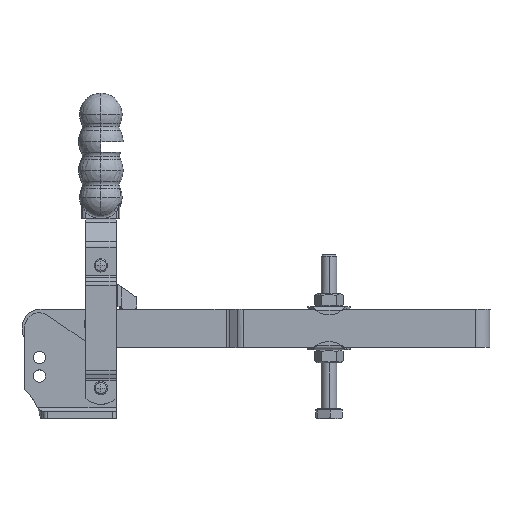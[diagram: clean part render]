
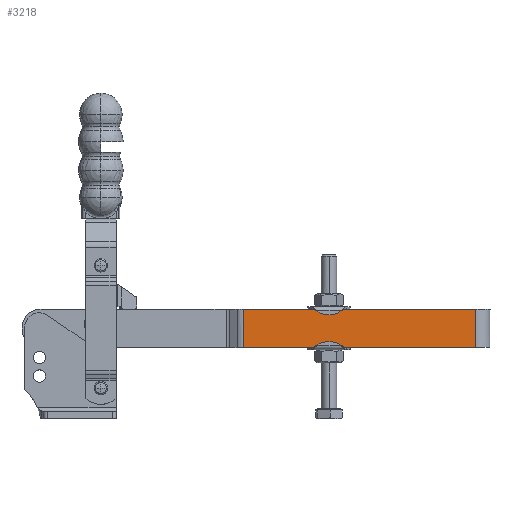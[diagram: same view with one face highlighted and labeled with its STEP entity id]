
A CAD part, top view. The second image highlights one B-rep face of the part: STEP entity #3218.
In plain terms, the highlighted planar face has unit normal (0, 0, 1).
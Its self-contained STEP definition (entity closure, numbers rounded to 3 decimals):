
#3094=AXIS2_PLACEMENT_3D('Circle Axis2P3D',#3092,#3093,$) ;
#3108=AXIS2_PLACEMENT_3D('Plane Axis2P3D',#3105,#3106,#3107) ;
#3126=AXIS2_PLACEMENT_3D('Circle Axis2P3D',#3124,#3125,$) ;
#3167=AXIS2_PLACEMENT_3D('Circle Axis2P3D',#3165,#3166,$) ;
#3174=AXIS2_PLACEMENT_3D('Circle Axis2P3D',#3172,#3173,$) ;
#2024=CARTESIAN_POINT('Vertex',(125.845,46.892,10.5)) ;
#2028=CARTESIAN_POINT('Control Point',(124.454,45.892,10.5)) ;
#2029=CARTESIAN_POINT('Control Point',(124.681,46.196,10.5)) ;
#2030=CARTESIAN_POINT('Control Point',(124.948,46.411,10.5)) ;
#2031=CARTESIAN_POINT('Control Point',(125.224,46.583,10.5)) ;
#2032=CARTESIAN_POINT('Control Point',(125.528,46.742,10.5)) ;
#2033=CARTESIAN_POINT('Control Point',(125.845,46.892,10.5)) ;
#2034=CARTESIAN_POINT('Vertex',(124.454,45.892,10.5)) ;
#2060=CARTESIAN_POINT('Line Origine',(106.234,45.892,10.5)) ;
#2064=CARTESIAN_POINT('Vertex',(88.014,45.891,10.5)) ;
#2586=CARTESIAN_POINT('Vertex',(138.774,46.893,10.5)) ;
#2601=CARTESIAN_POINT('Vertex',(140.165,45.893,10.5)) ;
#2605=CARTESIAN_POINT('Control Point',(140.165,45.893,10.5)) ;
#2606=CARTESIAN_POINT('Control Point',(139.88,46.273,10.5)) ;
#2607=CARTESIAN_POINT('Control Point',(139.537,46.504,10.5)) ;
#2608=CARTESIAN_POINT('Control Point',(139.17,46.704,10.5)) ;
#2609=CARTESIAN_POINT('Control Point',(138.774,46.893,10.5)) ;
#2878=CARTESIAN_POINT('Vertex',(208.616,45.896,10.5)) ;
#2881=CARTESIAN_POINT('Line Origine',(174.39,45.894,10.5)) ;
#3089=CARTESIAN_POINT('Vertex',(132.309,48.992,10.5)) ;
#3092=CARTESIAN_POINT('Axis2P3D Location',(132.31,37.992,10.5)) ;
#3105=CARTESIAN_POINT('Axis2P3D Location',(165.675,55.894,10.5)) ;
#3110=CARTESIAN_POINT('Line Origine',(106.233,65.892,10.5)) ;
#3114=CARTESIAN_POINT('Vertex',(124.453,65.892,10.5)) ;
#3116=CARTESIAN_POINT('Vertex',(88.013,65.891,10.5)) ;
#3119=CARTESIAN_POINT('Line Origine',(88.014,55.891,10.5)) ;
#3124=CARTESIAN_POINT('Axis2P3D Location',(132.31,37.992,10.5)) ;
#3129=CARTESIAN_POINT('Line Origine',(208.615,55.896,10.5)) ;
#3133=CARTESIAN_POINT('Vertex',(208.615,65.896,10.5)) ;
#3136=CARTESIAN_POINT('Line Origine',(174.389,65.894,10.5)) ;
#3140=CARTESIAN_POINT('Vertex',(140.164,65.893,10.5)) ;
#3144=CARTESIAN_POINT('Control Point',(140.164,65.893,10.5)) ;
#3145=CARTESIAN_POINT('Control Point',(140.054,65.745,10.5)) ;
#3146=CARTESIAN_POINT('Control Point',(139.934,65.619,10.5)) ;
#3147=CARTESIAN_POINT('Control Point',(139.808,65.508,10.5)) ;
#3148=CARTESIAN_POINT('Control Point',(139.612,65.359,10.5)) ;
#3149=CARTESIAN_POINT('Control Point',(139.405,65.228,10.5)) ;
#3150=CARTESIAN_POINT('Control Point',(139.335,65.185,10.5)) ;
#3151=CARTESIAN_POINT('Control Point',(139.228,65.124,10.5)) ;
#3152=CARTESIAN_POINT('Control Point',(139.118,65.065,10.5)) ;
#3153=CARTESIAN_POINT('Control Point',(139.081,65.046,10.5)) ;
#3154=CARTESIAN_POINT('Control Point',(139.007,65.008,10.5)) ;
#3155=CARTESIAN_POINT('Control Point',(138.932,64.97,10.5)) ;
#3156=CARTESIAN_POINT('Control Point',(138.894,64.951,10.5)) ;
#3157=CARTESIAN_POINT('Control Point',(138.847,64.928,10.5)) ;
#3158=CARTESIAN_POINT('Control Point',(138.799,64.906,10.5)) ;
#3159=CARTESIAN_POINT('Control Point',(138.791,64.901,10.5)) ;
#3160=CARTESIAN_POINT('Control Point',(138.782,64.897,10.5)) ;
#3161=CARTESIAN_POINT('Control Point',(138.773,64.893,10.5)) ;
#3162=CARTESIAN_POINT('Vertex',(138.773,64.893,10.5)) ;
#3165=CARTESIAN_POINT('Axis2P3D Location',(132.308,73.793,10.5)) ;
#3169=CARTESIAN_POINT('Vertex',(132.309,62.793,10.5)) ;
#3172=CARTESIAN_POINT('Axis2P3D Location',(132.308,73.793,10.5)) ;
#3176=CARTESIAN_POINT('Vertex',(125.844,64.892,10.5)) ;
#3180=CARTESIAN_POINT('Control Point',(124.453,65.892,10.5)) ;
#3181=CARTESIAN_POINT('Control Point',(124.564,65.743,10.5)) ;
#3182=CARTESIAN_POINT('Control Point',(124.685,65.616,10.5)) ;
#3183=CARTESIAN_POINT('Control Point',(124.812,65.504,10.5)) ;
#3184=CARTESIAN_POINT('Control Point',(125.01,65.355,10.5)) ;
#3185=CARTESIAN_POINT('Control Point',(125.218,65.223,10.5)) ;
#3186=CARTESIAN_POINT('Control Point',(125.289,65.181,10.5)) ;
#3187=CARTESIAN_POINT('Control Point',(125.396,65.12,10.5)) ;
#3188=CARTESIAN_POINT('Control Point',(125.505,65.061,10.5)) ;
#3189=CARTESIAN_POINT('Control Point',(125.542,65.042,10.5)) ;
#3190=CARTESIAN_POINT('Control Point',(125.598,65.013,10.5)) ;
#3191=CARTESIAN_POINT('Control Point',(125.654,64.985,10.5)) ;
#3192=CARTESIAN_POINT('Control Point',(125.673,64.975,10.5)) ;
#3193=CARTESIAN_POINT('Control Point',(125.711,64.957,10.5)) ;
#3194=CARTESIAN_POINT('Control Point',(125.749,64.938,10.5)) ;
#3195=CARTESIAN_POINT('Control Point',(125.768,64.929,10.5)) ;
#3196=CARTESIAN_POINT('Control Point',(125.795,64.916,10.5)) ;
#3197=CARTESIAN_POINT('Control Point',(125.822,64.903,10.5)) ;
#3198=CARTESIAN_POINT('Control Point',(125.829,64.899,10.5)) ;
#3199=CARTESIAN_POINT('Control Point',(125.837,64.896,10.5)) ;
#3200=CARTESIAN_POINT('Control Point',(125.844,64.892,10.5)) ;
#2061=DIRECTION('Vector Direction',(-1.,0.,0.)) ;
#2882=DIRECTION('Vector Direction',(-1.,0.,0.)) ;
#3093=DIRECTION('Axis2P3D Direction',(0.,0.,1.)) ;
#3106=DIRECTION('Axis2P3D Direction',(0.,-0.,1.)) ;
#3107=DIRECTION('Axis2P3D XDirection',(1.,0.,0.)) ;
#3111=DIRECTION('Vector Direction',(-1.,0.,0.)) ;
#3120=DIRECTION('Vector Direction',(0.,-1.,0.)) ;
#3125=DIRECTION('Axis2P3D Direction',(0.,-0.,1.)) ;
#3130=DIRECTION('Vector Direction',(0.,1.,0.)) ;
#3137=DIRECTION('Vector Direction',(-1.,0.,0.)) ;
#3166=DIRECTION('Axis2P3D Direction',(0.,-0.,1.)) ;
#3173=DIRECTION('Axis2P3D Direction',(0.,-0.,1.)) ;
#2062=VECTOR('Line Direction',#2061,1.) ;
#2883=VECTOR('Line Direction',#2882,1.) ;
#3112=VECTOR('Line Direction',#3111,1.) ;
#3121=VECTOR('Line Direction',#3120,1.) ;
#3131=VECTOR('Line Direction',#3130,1.) ;
#3138=VECTOR('Line Direction',#3137,1.) ;
#3203=ORIENTED_EDGE('',*,*,#3118,.T.) ;
#3204=ORIENTED_EDGE('',*,*,#3123,.T.) ;
#3205=ORIENTED_EDGE('',*,*,#2066,.F.) ;
#3206=ORIENTED_EDGE('',*,*,#2036,.T.) ;
#3207=ORIENTED_EDGE('',*,*,#3096,.T.) ;
#3208=ORIENTED_EDGE('',*,*,#3128,.T.) ;
#3209=ORIENTED_EDGE('',*,*,#2610,.F.) ;
#3210=ORIENTED_EDGE('',*,*,#2885,.F.) ;
#3211=ORIENTED_EDGE('',*,*,#3135,.T.) ;
#3212=ORIENTED_EDGE('',*,*,#3142,.T.) ;
#3213=ORIENTED_EDGE('',*,*,#3164,.T.) ;
#3214=ORIENTED_EDGE('',*,*,#3171,.T.) ;
#3215=ORIENTED_EDGE('',*,*,#3178,.T.) ;
#3216=ORIENTED_EDGE('',*,*,#3201,.F.) ;
#3218=ADVANCED_FACE('VERTIKALSPANNER_TS_V_290_UB_L125_357859',(#3217),#3109,.T.) ;
#2027=B_SPLINE_CURVE_WITH_KNOTS('',5,(#2028,#2029,#2030,#2031,#2032,#2033),.UNSPECIFIED.,.F.,.U.,(6,6),(0.,3.882),.UNSPECIFIED.) ;
#2604=B_SPLINE_CURVE_WITH_KNOTS('',4,(#2605,#2606,#2607,#2608,#2609),.UNSPECIFIED.,.F.,.U.,(5,5),(0.,3.884),.UNSPECIFIED.) ;
#3143=B_SPLINE_CURVE_WITH_KNOTS('',5,(#3144,#3145,#3146,#3147,#3148,#3149,#3150,#3151,#3152,#3153,#3154,#3155,#3156,#3157,#3158,#3159,#3160,#3161),.UNSPECIFIED.,.F.,.U.,(6,3,3,3,3,6),(0.,1.885,2.83,3.301,3.774,3.882),.UNSPECIFIED.) ;
#3179=B_SPLINE_CURVE_WITH_KNOTS('',5,(#3180,#3181,#3182,#3183,#3184,#3185,#3186,#3187,#3188,#3189,#3190,#3191,#3192,#3193,#3194,#3195,#3196,#3197,#3198,#3199,#3200),.UNSPECIFIED.,.F.,.U.,(6,3,3,3,3,3,6),(0.,1.903,2.847,3.318,3.555,3.793,3.884),.UNSPECIFIED.) ;
#3095=CIRCLE('generated circle',#3094,11.) ;
#3127=CIRCLE('generated circle',#3126,11.) ;
#3168=CIRCLE('generated circle',#3167,11.) ;
#3175=CIRCLE('generated circle',#3174,11.) ;
#2036=EDGE_CURVE('',#2035,#2025,#2027,.T.) ;
#2066=EDGE_CURVE('',#2035,#2065,#2063,.T.) ;
#2610=EDGE_CURVE('',#2602,#2587,#2604,.T.) ;
#2885=EDGE_CURVE('',#2879,#2602,#2884,.T.) ;
#3096=EDGE_CURVE('',#2025,#3090,#3095,.F.) ;
#3118=EDGE_CURVE('',#3115,#3117,#3113,.T.) ;
#3123=EDGE_CURVE('',#3117,#2065,#3122,.T.) ;
#3128=EDGE_CURVE('',#3090,#2587,#3127,.F.) ;
#3135=EDGE_CURVE('',#2879,#3134,#3132,.T.) ;
#3142=EDGE_CURVE('',#3134,#3141,#3139,.T.) ;
#3164=EDGE_CURVE('',#3141,#3163,#3143,.T.) ;
#3171=EDGE_CURVE('',#3163,#3170,#3168,.F.) ;
#3178=EDGE_CURVE('',#3170,#3177,#3175,.F.) ;
#3201=EDGE_CURVE('',#3115,#3177,#3179,.T.) ;
#3202=EDGE_LOOP('',(#3203,#3204,#3205,#3206,#3207,#3208,#3209,#3210,#3211,#3212,#3213,#3214,#3215,#3216)) ;
#3217=FACE_OUTER_BOUND('',#3202,.T.) ;
#2063=LINE('Line',#2060,#2062) ;
#2884=LINE('Line',#2881,#2883) ;
#3113=LINE('Line',#3110,#3112) ;
#3122=LINE('Line',#3119,#3121) ;
#3132=LINE('Line',#3129,#3131) ;
#3139=LINE('Line',#3136,#3138) ;
#3109=PLANE('Plane',#3108) ;
#2025=VERTEX_POINT('',#2024) ;
#2035=VERTEX_POINT('',#2034) ;
#2065=VERTEX_POINT('',#2064) ;
#2587=VERTEX_POINT('',#2586) ;
#2602=VERTEX_POINT('',#2601) ;
#2879=VERTEX_POINT('',#2878) ;
#3090=VERTEX_POINT('',#3089) ;
#3115=VERTEX_POINT('',#3114) ;
#3117=VERTEX_POINT('',#3116) ;
#3134=VERTEX_POINT('',#3133) ;
#3141=VERTEX_POINT('',#3140) ;
#3163=VERTEX_POINT('',#3162) ;
#3170=VERTEX_POINT('',#3169) ;
#3177=VERTEX_POINT('',#3176) ;
